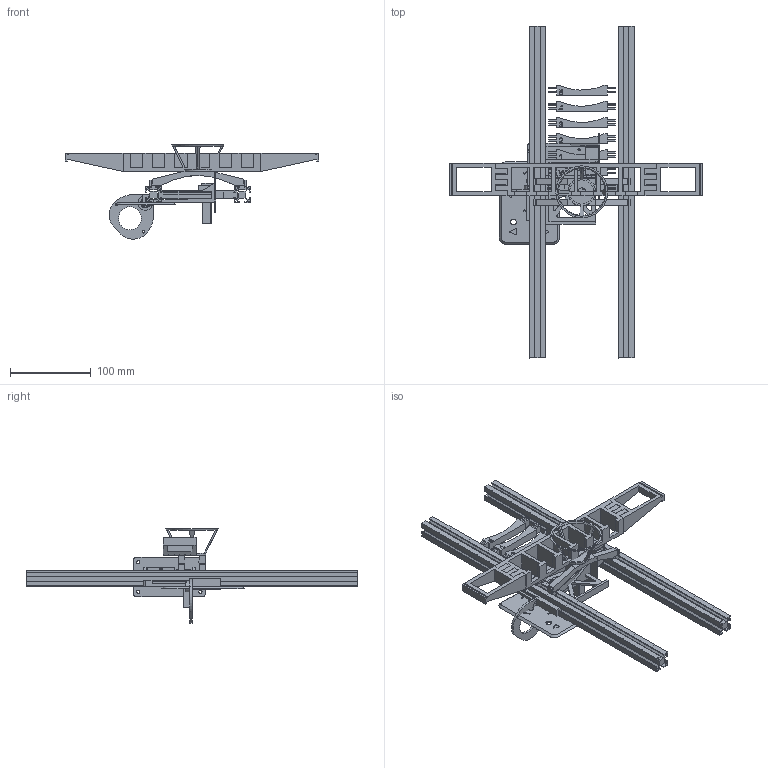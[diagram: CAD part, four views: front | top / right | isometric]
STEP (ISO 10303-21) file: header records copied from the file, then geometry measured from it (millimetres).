
FILE_DESCRIPTION(/* description */ (''),/* implementation_level */ '2;1');
FILE_NAME(/* name */ 'Paamestia v142.step',/* time_stamp */ '2021-05-11T23:07:27+02:00',/* author */ (''),/* organization */ (''),/* preprocessor_version */ 'ST-DEVELOPER v18.1',/* originating_system */ 'Autodesk Translation Framework v10.6.0.1341',/* authorisation */ '');
FILE_SCHEMA (('AUTOMOTIVE_DESIGN { 1 0 10303 214 3 1 1 }'));
Length unit declared in the file: millimetre
Products named in the file (13): Paamestia; Taster Blende; Pumpe Mount; Magnetventil Mount ; V2; RasPi Mount; Step-Down-Converter Mount; Relay-Bord Mount; Auslass Mount; DC-Stecker Mount; Flaschen Mount; Mount Oben - Klammern/Schienen; Mount Unten - Trichter
Assembly tree (12 placements, depth 3):
  Paamestia
    Taster Blende
    Pumpe Mount
    Magnetventil Mount 
      V2
    RasPi Mount
    Step-Down-Converter Mount
    Relay-Bord Mount
    Auslass Mount
    DC-Stecker Mount
    Flaschen Mount
      Mount Oben - Klammern/Schienen
      Mount Unten - Trichter
Bounding box: 313.9 x 411.37 x 116.89 mm (x, y, z)
Volume: 622267.7 mm3; surface area: 543867.9 mm2
Topology: 34 solids, 34 shells, 1189 faces, 3308 edges, 2193 vertices
Faces by surface type: plane 942, bspline 153, cylinder 80, cone 14
Full cylindrical faces by diameter (mm): 2.5 x2, 2.7 x4, 3 x2, 4 x4, 7 x1, 7.1 x6, 10 x1, 10.5 x1, 12.5 x1, 18.5 x1, 28.5 x1, 34.472 x1
Entity records: 39108 total; most frequent: CARTESIAN_POINT 8982, ORIENTED_EDGE 6612, DIRECTION 5321, EDGE_CURVE 3306, LINE 2797, VECTOR 2797, VERTEX_POINT 2193, EDGE_LOOP 1273
